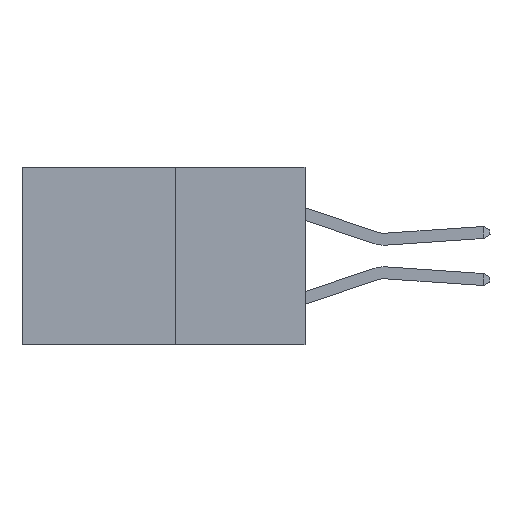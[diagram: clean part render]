
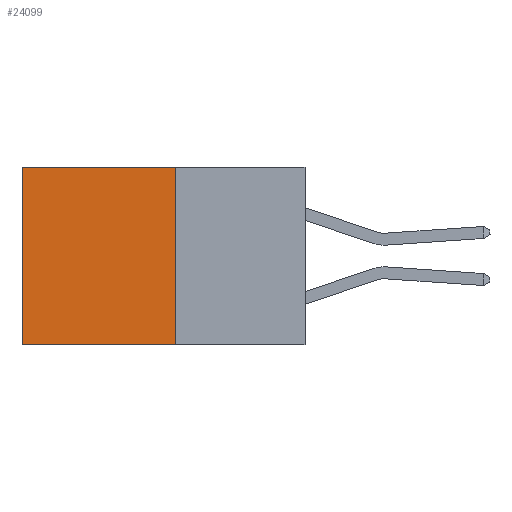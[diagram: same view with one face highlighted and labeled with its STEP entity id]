
A CAD part, left-side view. The second image highlights one B-rep face of the part: STEP entity #24099.
In plain terms, the highlighted planar face has unit normal (-1, 0, 0).
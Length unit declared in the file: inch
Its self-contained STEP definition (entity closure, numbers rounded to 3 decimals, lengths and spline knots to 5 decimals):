
#520 = CARTESIAN_POINT ( 'NONE',  ( 0.277, 0.59, 0. ) ) ;
#1241 = CARTESIAN_POINT ( 'NONE',  ( 0.277, 0.27, 0. ) ) ;
#3054 = DIRECTION ( 'NONE',  ( 1., 0., 0. ) ) ;
#3236 = VECTOR ( 'NONE', #24142, 39.37008 ) ;
#5073 = VECTOR ( 'NONE', #13439, 39.37008 ) ;
#6159 = VERTEX_POINT ( 'NONE', #33868 ) ;
#7448 = LINE ( 'NONE', #13535, #21688 ) ;
#8074 = CARTESIAN_POINT ( 'NONE',  ( 0.277, 0.27, -0.37 ) ) ;
#8275 = ORIENTED_EDGE ( 'NONE', *, *, #9596, .T. ) ;
#8496 = ORIENTED_EDGE ( 'NONE', *, *, #18178, .F. ) ;
#9596 = EDGE_CURVE ( 'NONE', #6159, #16770, #11361, .T. ) ;
#11361 = LINE ( 'NONE', #1241, #24747 ) ;
#13041 = ORIENTED_EDGE ( 'NONE', *, *, #25850, .F. ) ;
#13439 = DIRECTION ( 'NONE',  ( 0., 0., -1. ) ) ;
#13535 = CARTESIAN_POINT ( 'NONE',  ( 0.277, 0.59, -0.37 ) ) ;
#16770 = VERTEX_POINT ( 'NONE', #520 ) ;
#18178 = EDGE_CURVE ( 'NONE', #6159, #33653, #32724, .T. ) ;
#18818 = CARTESIAN_POINT ( 'NONE',  ( 0.277, 0.27, -0.37 ) ) ;
#18882 = ORIENTED_EDGE ( 'NONE', *, *, #21250, .T. ) ;
#19235 = CARTESIAN_POINT ( 'NONE',  ( 0.277, 0.27, -0.37 ) ) ;
#21250 = EDGE_CURVE ( 'NONE', #16770, #33428, #7448, .T. ) ;
#21374 = CARTESIAN_POINT ( 'NONE',  ( 0.277, 0.27, -0.37 ) ) ;
#21688 = VECTOR ( 'NONE', #32193, 39.37008 ) ;
#21918 = DIRECTION ( 'NONE',  ( 0., 0., -1. ) ) ;
#21929 = AXIS2_PLACEMENT_3D ( 'NONE', #19235, #3054, #21918 ) ;
#24099 = ADVANCED_FACE ( 'NONE', ( #24407 ), #32496, .F. ) ;
#24142 = DIRECTION ( 'NONE',  ( 0., 1., 0. ) ) ;
#24407 = FACE_OUTER_BOUND ( 'NONE', #28766, .T. ) ;
#24747 = VECTOR ( 'NONE', #28293, 39.37008 ) ;
#25850 = EDGE_CURVE ( 'NONE', #33653, #33428, #31812, .T. ) ;
#28293 = DIRECTION ( 'NONE',  ( 0., 1., 0. ) ) ;
#28766 = EDGE_LOOP ( 'NONE', ( #18882, #13041, #8496, #8275 ) ) ;
#31812 = LINE ( 'NONE', #8074, #3236 ) ;
#32193 = DIRECTION ( 'NONE',  ( 0., 0., -1. ) ) ;
#32496 = PLANE ( 'NONE',  #21929 ) ;
#32724 = LINE ( 'NONE', #18818, #5073 ) ;
#33428 = VERTEX_POINT ( 'NONE', #34060 ) ;
#33653 = VERTEX_POINT ( 'NONE', #21374 ) ;
#33868 = CARTESIAN_POINT ( 'NONE',  ( 0.277, 0.27, 0. ) ) ;
#34060 = CARTESIAN_POINT ( 'NONE',  ( 0.277, 0.59, -0.37 ) ) ;
